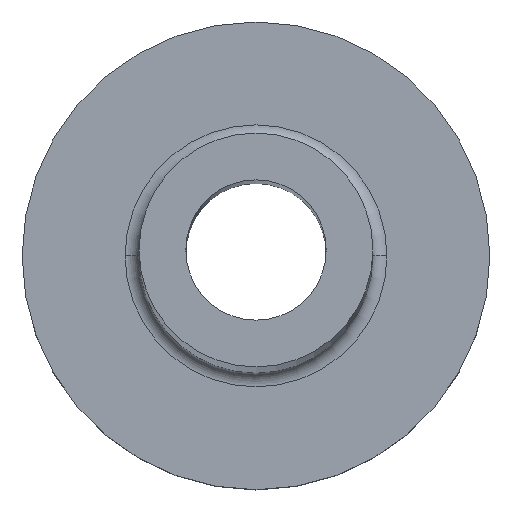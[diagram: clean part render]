
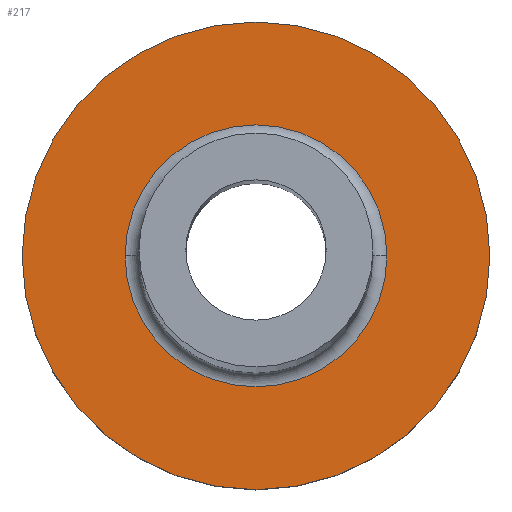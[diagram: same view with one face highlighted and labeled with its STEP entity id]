
A CAD part, top view. The second image highlights one B-rep face of the part: STEP entity #217.
In plain terms, the highlighted planar face has unit normal (0, 0, 1).
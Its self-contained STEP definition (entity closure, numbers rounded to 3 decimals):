
#1 = DIRECTION ( 'NONE',  ( 0., 0., 1. ) ) ;
#13 = EDGE_CURVE ( 'NONE', #280, #171, #168, .T. ) ;
#30 = FACE_OUTER_BOUND ( 'NONE', #132, .T. ) ;
#40 = CARTESIAN_POINT ( 'NONE',  ( 2.8, 0., 3. ) ) ;
#53 = CIRCLE ( 'NONE', #208, 5. ) ;
#59 = EDGE_CURVE ( 'NONE', #171, #280, #411, .T. ) ;
#104 = AXIS2_PLACEMENT_3D ( 'NONE', #456, #434, #169 ) ;
#121 = VERTEX_POINT ( 'NONE', #415 ) ;
#127 = ORIENTED_EDGE ( 'NONE', *, *, #448, .T. ) ;
#130 = DIRECTION ( 'NONE',  ( 1., 0., 0. ) ) ;
#132 = EDGE_LOOP ( 'NONE', ( #127, #346 ) ) ;
#140 = CIRCLE ( 'NONE', #176, 5. ) ;
#160 = CARTESIAN_POINT ( 'NONE',  ( 0., 0., 3. ) ) ;
#163 = DIRECTION ( 'NONE',  ( 1., 0., 0. ) ) ;
#165 = PLANE ( 'NONE',  #328 ) ;
#168 = CIRCLE ( 'NONE', #104, 2.8 ) ;
#169 = DIRECTION ( 'NONE',  ( 1., 0., 0. ) ) ;
#171 = VERTEX_POINT ( 'NONE', #195 ) ;
#174 = CARTESIAN_POINT ( 'NONE',  ( 0., 0., 3. ) ) ;
#176 = AXIS2_PLACEMENT_3D ( 'NONE', #174, #1, #130 ) ;
#194 = CARTESIAN_POINT ( 'NONE',  ( -5., 0., 3. ) ) ;
#195 = CARTESIAN_POINT ( 'NONE',  ( -2.8, 0., 3. ) ) ;
#200 = DIRECTION ( 'NONE',  ( 0., 0., 1. ) ) ;
#208 = AXIS2_PLACEMENT_3D ( 'NONE', #219, #385, #392 ) ;
#211 = FACE_BOUND ( 'NONE', #391, .T. ) ;
#217 = ADVANCED_FACE ( 'NONE', ( #211, #30 ), #165, .T. ) ;
#219 = CARTESIAN_POINT ( 'NONE',  ( 0., 0., 3. ) ) ;
#222 = CARTESIAN_POINT ( 'NONE',  ( 0., 0., 3. ) ) ;
#245 = ORIENTED_EDGE ( 'NONE', *, *, #59, .T. ) ;
#263 = ORIENTED_EDGE ( 'NONE', *, *, #13, .T. ) ;
#280 = VERTEX_POINT ( 'NONE', #40 ) ;
#291 = DIRECTION ( 'NONE',  ( 0., 0., -1. ) ) ;
#321 = DIRECTION ( 'NONE',  ( 1., 0., 0. ) ) ;
#328 = AXIS2_PLACEMENT_3D ( 'NONE', #160, #200, #163 ) ;
#346 = ORIENTED_EDGE ( 'NONE', *, *, #438, .T. ) ;
#385 = DIRECTION ( 'NONE',  ( 0., 0., 1. ) ) ;
#391 = EDGE_LOOP ( 'NONE', ( #263, #245 ) ) ;
#392 = DIRECTION ( 'NONE',  ( 1., 0., 0. ) ) ;
#411 = CIRCLE ( 'NONE', #431, 2.8 ) ;
#415 = CARTESIAN_POINT ( 'NONE',  ( 5., 0., 3. ) ) ;
#427 = VERTEX_POINT ( 'NONE', #194 ) ;
#431 = AXIS2_PLACEMENT_3D ( 'NONE', #222, #291, #321 ) ;
#434 = DIRECTION ( 'NONE',  ( 0., 0., -1. ) ) ;
#438 = EDGE_CURVE ( 'NONE', #121, #427, #140, .T. ) ;
#448 = EDGE_CURVE ( 'NONE', #427, #121, #53, .T. ) ;
#456 = CARTESIAN_POINT ( 'NONE',  ( 0., 0., 3. ) ) ;
